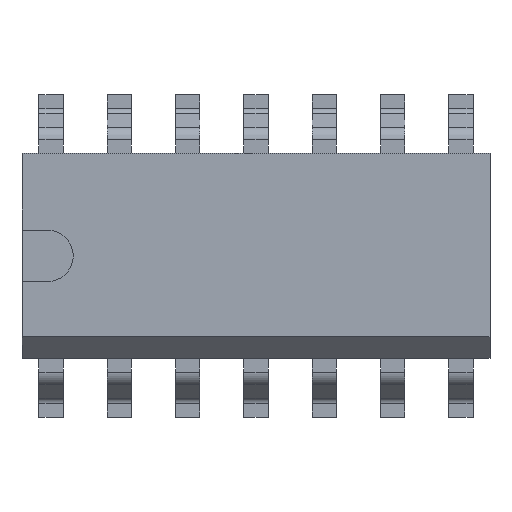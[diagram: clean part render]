
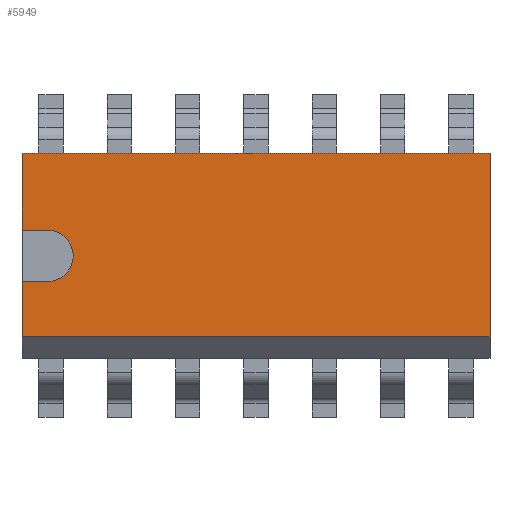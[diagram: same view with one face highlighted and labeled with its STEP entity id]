
A CAD part, top view. The second image highlights one B-rep face of the part: STEP entity #5949.
In plain terms, the highlighted planar face has unit normal (0, 0, 1).
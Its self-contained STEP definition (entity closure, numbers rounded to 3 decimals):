
#5795=CARTESIAN_POINT('',(-4.35,-0.476,1.63));
#5796=VERTEX_POINT('',#5795);
#5803=CARTESIAN_POINT('',(-3.874,-0.476,1.63));
#5804=VERTEX_POINT('',#5803);
#5805=CARTESIAN_POINT('',(-3.874,-0.476,1.63));
#5806=DIRECTION('',(-1.0,0.0,0.0));
#5807=VECTOR('',#5806,0.476);
#5808=LINE('',#5805,#5807);
#5809=EDGE_CURVE('',#5804,#5796,#5808,.T.);
#5835=CARTESIAN_POINT('',(-3.874,0.476,1.63));
#5836=VERTEX_POINT('',#5835);
#5837=CARTESIAN_POINT('',(-3.874,0.,1.63));
#5838=DIRECTION('',(0.0,0.0,-1.0));
#5839=DIRECTION('',(0.0,-1.0,0.0));
#5840=AXIS2_PLACEMENT_3D('',#5837,#5838,#5839);
#5841=CIRCLE('',#5840,0.476);
#5842=EDGE_CURVE('',#5836,#5804,#5841,.T.);
#5867=CARTESIAN_POINT('',(-4.35,0.476,1.63));
#5868=VERTEX_POINT('',#5867);
#5869=CARTESIAN_POINT('',(-4.35,0.476,1.63));
#5870=DIRECTION('',(1.0,0.0,0.0));
#5871=VECTOR('',#5870,0.476);
#5872=LINE('',#5869,#5871);
#5873=EDGE_CURVE('',#5868,#5836,#5872,.T.);
#5901=CARTESIAN_POINT('',(0.,0.,1.63));
#5902=DIRECTION('',(0.0,0.0,1.0));
#5903=DIRECTION('',(1.0,0.0,0.0));
#5904=AXIS2_PLACEMENT_3D('',#5901,#5902,#5903);
#5905=PLANE('',#5904);
#5906=ORIENTED_EDGE('',*,*,#5873,.T.);
#5907=ORIENTED_EDGE('',*,*,#5842,.T.);
#5908=ORIENTED_EDGE('',*,*,#5809,.T.);
#5909=CARTESIAN_POINT('',(-4.35,-1.505,1.63));
#5910=VERTEX_POINT('',#5909);
#5911=CARTESIAN_POINT('',(-4.35,-1.505,1.63));
#5912=DIRECTION('',(0.0,1.0,0.0));
#5913=VECTOR('',#5912,1.029);
#5914=LINE('',#5911,#5913);
#5915=EDGE_CURVE('',#5910,#5796,#5914,.T.);
#5916=ORIENTED_EDGE('',*,*,#5915,.F.);
#5917=CARTESIAN_POINT('',(4.35,-1.505,1.63));
#5918=VERTEX_POINT('',#5917);
#5919=CARTESIAN_POINT('',(4.35,-1.505,1.63));
#5920=DIRECTION('',(-1.0,0.0,0.0));
#5921=VECTOR('',#5920,8.7);
#5922=LINE('',#5919,#5921);
#5923=EDGE_CURVE('',#5918,#5910,#5922,.T.);
#5924=ORIENTED_EDGE('',*,*,#5923,.F.);
#5925=CARTESIAN_POINT('',(4.35,1.905,1.63));
#5926=VERTEX_POINT('',#5925);
#5927=CARTESIAN_POINT('',(4.35,1.905,1.63));
#5928=DIRECTION('',(0.0,-1.0,0.0));
#5929=VECTOR('',#5928,3.41);
#5930=LINE('',#5927,#5929);
#5931=EDGE_CURVE('',#5926,#5918,#5930,.T.);
#5932=ORIENTED_EDGE('',*,*,#5931,.F.);
#5933=CARTESIAN_POINT('',(-4.35,1.905,1.63));
#5934=VERTEX_POINT('',#5933);
#5935=CARTESIAN_POINT('',(-4.35,1.905,1.63));
#5936=DIRECTION('',(1.0,0.0,0.0));
#5937=VECTOR('',#5936,8.7);
#5938=LINE('',#5935,#5937);
#5939=EDGE_CURVE('',#5934,#5926,#5938,.T.);
#5940=ORIENTED_EDGE('',*,*,#5939,.F.);
#5941=CARTESIAN_POINT('',(-4.35,0.476,1.63));
#5942=DIRECTION('',(0.0,1.0,0.0));
#5943=VECTOR('',#5942,1.429);
#5944=LINE('',#5941,#5943);
#5945=EDGE_CURVE('',#5868,#5934,#5944,.T.);
#5946=ORIENTED_EDGE('',*,*,#5945,.F.);
#5947=EDGE_LOOP('',(#5906,#5907,#5908,#5916,#5924,#5932,#5940,#5946));
#5948=FACE_OUTER_BOUND('',#5947,.T.);
#5949=ADVANCED_FACE('',(#5948),#5905,.T.);
